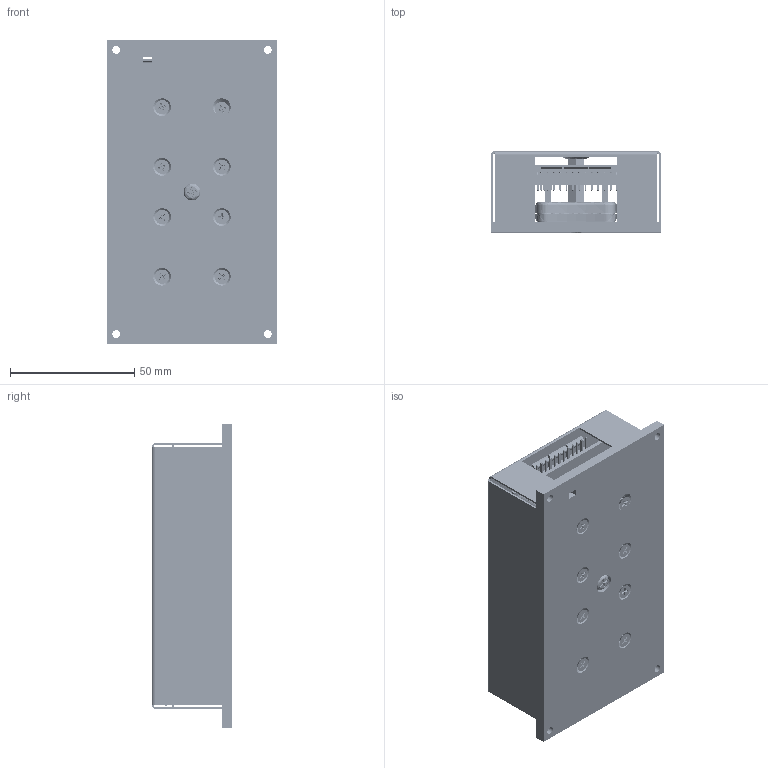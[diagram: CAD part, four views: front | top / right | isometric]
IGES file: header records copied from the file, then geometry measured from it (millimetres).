
Start section: SolidWorks IGES file using analytic representation for surfaces
Global section: file name: LDTC2_2E.IGS; native system: SolidWorks 2020; preprocessor: SolidWorks 2020; author: User; date: 220322.095222; units: inch
Bounding box: 68.58 x 32.56 x 121.92 mm (x, y, z)
Surface area: 94925.4 mm2 (no closed solid volume)
Topology: 0 solids, 0 shells, 4736 faces, 37905 edges, 37828 vertices
Faces by surface type: bspline 3604, revolution 1132
